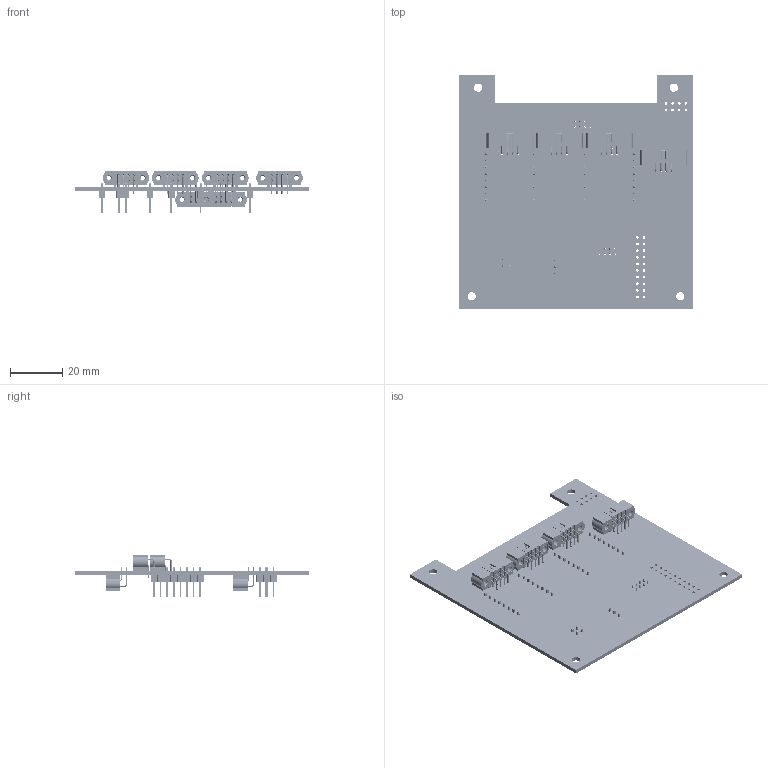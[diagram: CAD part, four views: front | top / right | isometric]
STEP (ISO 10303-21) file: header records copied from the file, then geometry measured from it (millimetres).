
FILE_DESCRIPTION(('KiCad electronic assembly'),'2;1');
FILE_NAME('lvps-toggles-adapter.step','2025-09-05T13:19:18',('Pcbnew'),( 'Kicad'),'Open CASCADE STEP processor 7.8','KiCad to STEP converter' ,'Unknown');
FILE_SCHEMA(('AUTOMOTIVE_DESIGN { 1 0 10303 214 1 1 1 1 }'));
Length unit declared in the file: millimetre
Products named in the file (17): lvps-toggles-adapter 1; m80-5300842; SOLID; PinHeader_1x08_P2.54mm_Vertical; PinHeader_2x02_P2.54mm_Vertical; PinHeader_1x03_P2.54mm_Vertical; lvps-toggles-adapter_PCB
Assembly tree (24 placements, depth 3):
  lvps-toggles-adapter 1
    m80-5300842  x6
      SOLID
      SOLID
      SOLID
      SOLID
      SOLID
      SOLID
      SOLID
      SOLID
      SOLID
      SOLID
      SOLID
    PinHeader_1x08_P2.54mm_Vertical  x4
    PinHeader_2x02_P2.54mm_Vertical
    PinHeader_1x03_P2.54mm_Vertical
    lvps-toggles-adapter_PCB
Bounding box: 90 x 90 x 16.3 mm (x, y, z)
Volume: 14017.7 mm3; surface area: 23688.6 mm2
Topology: 73 solids, 73 shells, 3735 faces, 8937 edges, 5522 vertices
Faces by surface type: plane 1984, cylinder 923, cone 396, bspline 336, torus 96
Full cylindrical faces by diameter (mm): 0.65 x48, 1 x47, 1.02 x20, 3.2 x4
Entity records: 42454 total; most frequent: CARTESIAN_POINT 12507, ORIENTED_EDGE 4564, DIRECTION 4500, EDGE_CURVE 2282, AXIS2_PLACEMENT_3D 1519, PRESENTATION_STYLE_ASSIGNMENT 1487, LINE 1462, VECTOR 1462
